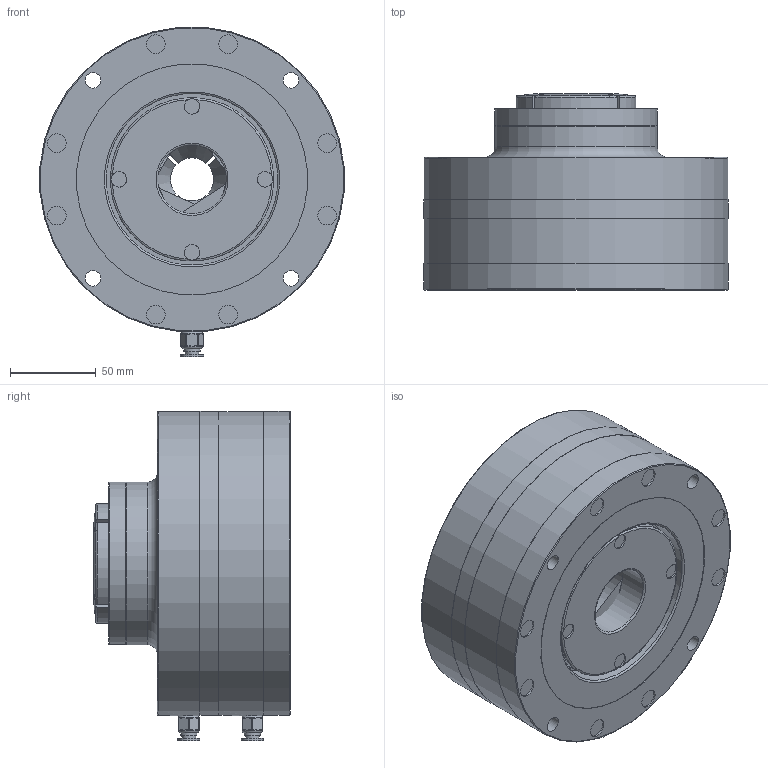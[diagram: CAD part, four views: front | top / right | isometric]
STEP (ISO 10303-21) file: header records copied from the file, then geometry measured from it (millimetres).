
FILE_DESCRIPTION (( 'STEP AP214' ), '1' );
FILE_NAME ('DAS-640+640.STEP', '2025-02-11T05:58:33', ( '' ), ( '' ), 'SwSTEP 2.0', 'SolidWorks 2023', '' );
FILE_SCHEMA (( 'AUTOMOTIVE_DESIGN' ));
Length unit declared in the file: millimetre
Products named in the file (3): 640 筒夹; DAS-640+640; DAS-640
Assembly tree (2 placements, depth 2):
  DAS-640+640
    DAS-640
    640 筒夹
Bounding box: 177.02 x 114.29 x 191.71 mm (x, y, z)
Volume: 1936974.3 mm3; surface area: 191362 mm2
Topology: 3 solids, 3 shells, 404 faces, 1043 edges, 633 vertices
Faces by surface type: cylinder 142, plane 138, bspline 55, cone 28, sphere 24, torus 17
Full cylindrical faces by diameter (mm): 3.3 x4, 5 x4, 6 x2, 8 x2, 9 x8, 9.5 x2, 10.9 x8, 12.9 x4, 40 x1, 46.5 x1, 48 x1, 54.5 x1, 56 x1, 57.8 x1, 75.9 x1, 76.4 x1, 94.9 x1, 95 x2, 100 x1, 134.7 x1, 177.4 x2, 177.7 x2
Entity records: 22534 total; most frequent: CARTESIAN_POINT 9485, DIRECTION 1762, ORIENTED_EDGE 1756, EDGE_CURVE 878, AXIS2_PLACEMENT_3D 716, VERTEX_POINT 610, EDGE_LOOP 552, FACE_OUTER_BOUND 468
